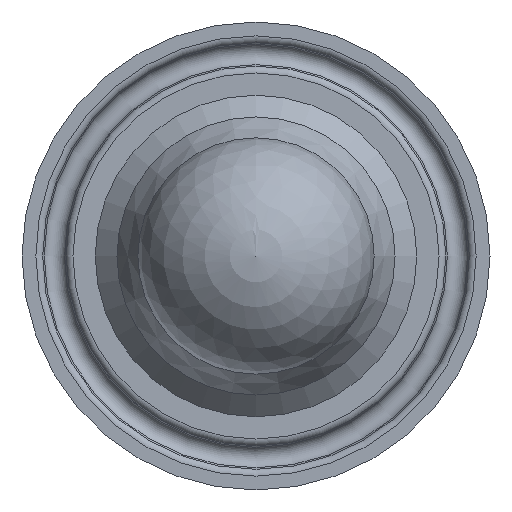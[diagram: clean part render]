
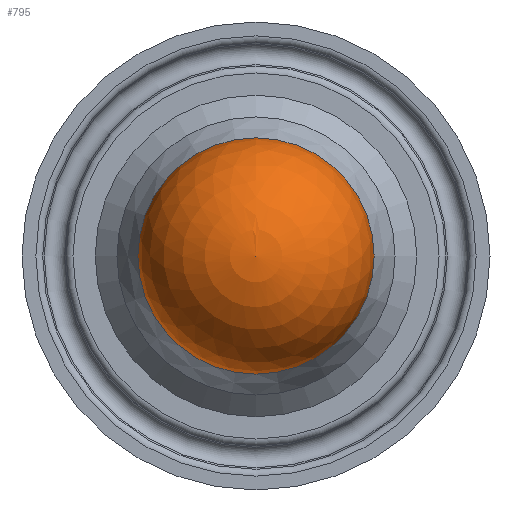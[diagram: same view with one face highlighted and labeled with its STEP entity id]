
A CAD part, front view. The second image highlights one B-rep face of the part: STEP entity #795.
In plain terms, the highlighted spherical face has radius 12.75 mm.
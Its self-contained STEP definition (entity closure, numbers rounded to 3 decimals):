
#48=SPHERICAL_SURFACE('',#870,12.75);
#63=FACE_OUTER_BOUND('',#112,.T.);
#112=EDGE_LOOP('',(#517,#518,#519,#520));
#238=CIRCLE('',#868,12.75);
#239=CIRCLE('',#869,12.75);
#240=CIRCLE('',#871,12.75);
#318=VERTEX_POINT('',#1292);
#319=VERTEX_POINT('',#1293);
#320=VERTEX_POINT('',#1298);
#398=EDGE_CURVE('',#318,#319,#238,.T.);
#400=EDGE_CURVE('',#319,#318,#239,.T.);
#401=EDGE_CURVE('',#319,#320,#240,.T.);
#517=ORIENTED_EDGE('',*,*,#398,.T.);
#518=ORIENTED_EDGE('',*,*,#401,.T.);
#519=ORIENTED_EDGE('',*,*,#401,.F.);
#520=ORIENTED_EDGE('',*,*,#400,.T.);
#795=ADVANCED_FACE('',(#63),#48,.T.);
#868=AXIS2_PLACEMENT_3D('',#1294,#1007,#1008);
#869=AXIS2_PLACEMENT_3D('',#1296,#1010,#1011);
#870=AXIS2_PLACEMENT_3D('',#1297,#1012,#1013);
#871=AXIS2_PLACEMENT_3D('',#1299,#1014,#1015);
#1007=DIRECTION('center_axis',(0.,-1.,0.));
#1008=DIRECTION('ref_axis',(1.,0.,0.));
#1010=DIRECTION('center_axis',(0.,-1.,0.));
#1011=DIRECTION('ref_axis',(1.,0.,0.));
#1012=DIRECTION('center_axis',(0.,1.,0.));
#1013=DIRECTION('ref_axis',(0.,0.,-1.));
#1014=DIRECTION('center_axis',(1.,0.,0.));
#1015=DIRECTION('ref_axis',(0.,0.,1.));
#1292=CARTESIAN_POINT('',(-12.75,12.75,0.));
#1293=CARTESIAN_POINT('',(0.,12.75,12.75));
#1294=CARTESIAN_POINT('Origin',(0.,12.75,0.));
#1296=CARTESIAN_POINT('Origin',(0.,12.75,0.));
#1297=CARTESIAN_POINT('Origin',(0.,12.75,0.));
#1298=CARTESIAN_POINT('',(0.,0.,0.));
#1299=CARTESIAN_POINT('Origin',(0.,12.75,0.));
